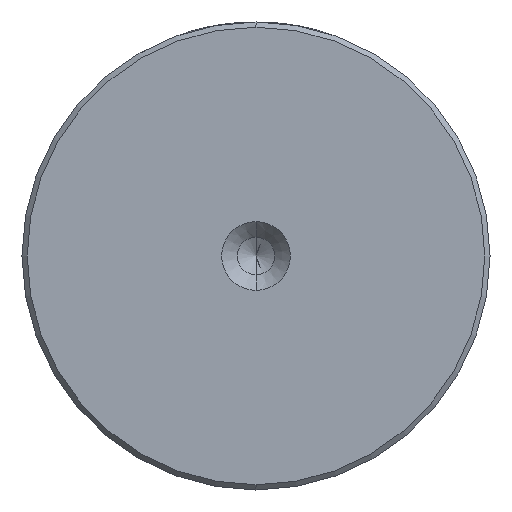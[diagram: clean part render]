
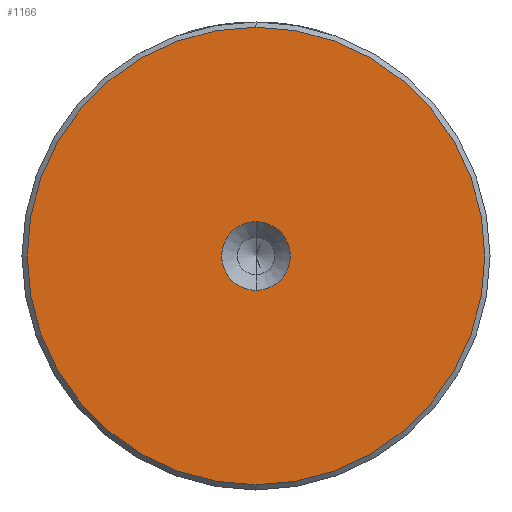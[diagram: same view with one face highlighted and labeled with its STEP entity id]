
A CAD part, left-side view. The second image highlights one B-rep face of the part: STEP entity #1166.
In plain terms, the highlighted planar face has unit normal (-1, 0, 0).
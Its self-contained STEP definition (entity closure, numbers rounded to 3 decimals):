
#19 = DIRECTION ( 'NONE',  ( 0., 0., 1. ) ) ;
#161 = ORIENTED_EDGE ( 'NONE', *, *, #673, .F. ) ;
#164 = VERTEX_POINT ( 'NONE', #651 ) ;
#169 = DIRECTION ( 'NONE',  ( 0., 0., 1. ) ) ;
#207 = CARTESIAN_POINT ( 'NONE',  ( 0., 0., 0. ) ) ;
#268 = EDGE_LOOP ( 'NONE', ( #1716, #2691 ) ) ;
#317 = FACE_BOUND ( 'NONE', #1945, .T. ) ;
#355 = VERTEX_POINT ( 'NONE', #506 ) ;
#376 = CARTESIAN_POINT ( 'NONE',  ( 0., 0., 0. ) ) ;
#384 = AXIS2_PLACEMENT_3D ( 'NONE', #902, #1626, #169 ) ;
#455 = DIRECTION ( 'NONE',  ( 0., 0., 1. ) ) ;
#506 = CARTESIAN_POINT ( 'NONE',  ( 0., 0., 22. ) ) ;
#632 = DIRECTION ( 'NONE',  ( 0., 0., 1. ) ) ;
#651 = CARTESIAN_POINT ( 'NONE',  ( 0., 0., -22. ) ) ;
#658 = PLANE ( 'NONE',  #384 ) ;
#673 = EDGE_CURVE ( 'NONE', #2282, #1155, #2191, .T. ) ;
#901 = CARTESIAN_POINT ( 'NONE',  ( 0., 0., 3.3 ) ) ;
#902 = CARTESIAN_POINT ( 'NONE',  ( 0., 0., 0. ) ) ;
#917 = EDGE_CURVE ( 'NONE', #355, #164, #2793, .T. ) ;
#970 = AXIS2_PLACEMENT_3D ( 'NONE', #2811, #1364, #3060 ) ;
#978 = FACE_OUTER_BOUND ( 'NONE', #268, .T. ) ;
#1155 = VERTEX_POINT ( 'NONE', #2590 ) ;
#1166 = ADVANCED_FACE ( 'NONE', ( #978, #317 ), #658, .T. ) ;
#1273 = CIRCLE ( 'NONE', #970, 3.3 ) ;
#1364 = DIRECTION ( 'NONE',  ( -1., 0., 0. ) ) ;
#1481 = DIRECTION ( 'NONE',  ( -1., 0., 0. ) ) ;
#1533 = CIRCLE ( 'NONE', #2418, 22. ) ;
#1626 = DIRECTION ( 'NONE',  ( -1., 0., 0. ) ) ;
#1694 = EDGE_CURVE ( 'NONE', #1155, #2282, #1273, .T. ) ;
#1716 = ORIENTED_EDGE ( 'NONE', *, *, #1862, .T. ) ;
#1862 = EDGE_CURVE ( 'NONE', #164, #355, #1533, .T. ) ;
#1907 = DIRECTION ( 'NONE',  ( -1., 0., 0. ) ) ;
#1945 = EDGE_LOOP ( 'NONE', ( #161, #3128 ) ) ;
#2078 = DIRECTION ( 'NONE',  ( -1., 0., 0. ) ) ;
#2191 = CIRCLE ( 'NONE', #2525, 3.3 ) ;
#2282 = VERTEX_POINT ( 'NONE', #901 ) ;
#2418 = AXIS2_PLACEMENT_3D ( 'NONE', #207, #1907, #455 ) ;
#2525 = AXIS2_PLACEMENT_3D ( 'NONE', #2935, #1481, #19 ) ;
#2590 = CARTESIAN_POINT ( 'NONE',  ( 0., 0., -3.3 ) ) ;
#2691 = ORIENTED_EDGE ( 'NONE', *, *, #917, .T. ) ;
#2793 = CIRCLE ( 'NONE', #3113, 22. ) ;
#2811 = CARTESIAN_POINT ( 'NONE',  ( 0., 0., 0. ) ) ;
#2935 = CARTESIAN_POINT ( 'NONE',  ( 0., 0., 0. ) ) ;
#3060 = DIRECTION ( 'NONE',  ( 0., 0., 1. ) ) ;
#3113 = AXIS2_PLACEMENT_3D ( 'NONE', #376, #2078, #632 ) ;
#3128 = ORIENTED_EDGE ( 'NONE', *, *, #1694, .F. ) ;
